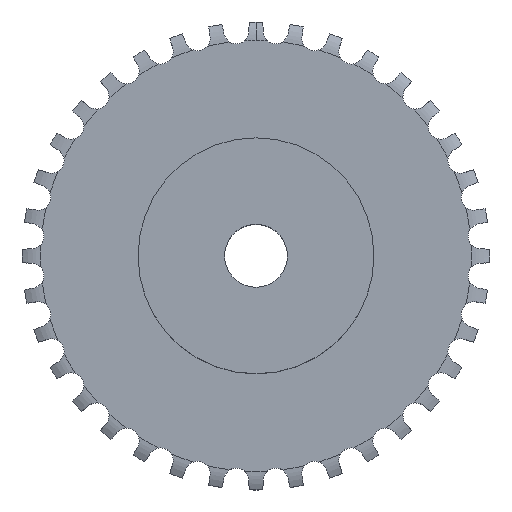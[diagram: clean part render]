
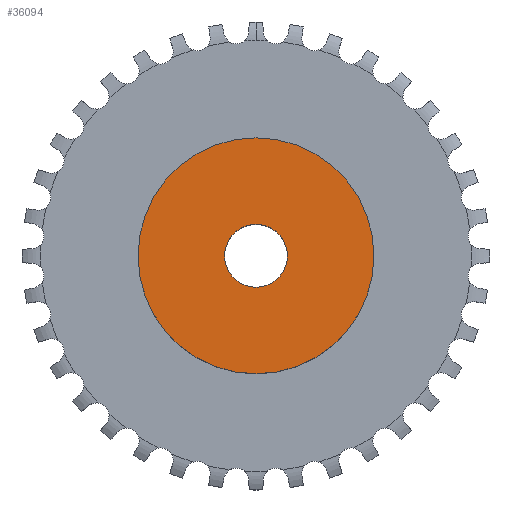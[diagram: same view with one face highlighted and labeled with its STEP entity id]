
A CAD part, top view. The second image highlights one B-rep face of the part: STEP entity #36094.
In plain terms, the highlighted planar face has unit normal (0, 0, 1).
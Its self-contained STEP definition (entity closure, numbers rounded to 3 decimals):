
#5884 = CYLINDRICAL_SURFACE('',#5885,4.);
#5885 = AXIS2_PLACEMENT_3D('',#5886,#5887,#5888);
#5886 = CARTESIAN_POINT('',(0.,0.,5000.));
#5887 = DIRECTION('',(0.,0.,1.));
#5888 = DIRECTION('',(1.,0.,-0.));
#10530 = CYLINDRICAL_SURFACE('',#10531,15.);
#10531 = AXIS2_PLACEMENT_3D('',#10532,#10533,#10534);
#10532 = CARTESIAN_POINT('',(0.,0.,0.));
#10533 = DIRECTION('',(-0.,-0.,-1.));
#10534 = DIRECTION('',(1.,0.,0.));
#29568 = EDGE_CURVE('',#29569,#29569,#29571,.T.);
#29569 = VERTEX_POINT('',#29570);
#29570 = CARTESIAN_POINT('',(4.,0.,13.85));
#29571 = SURFACE_CURVE('',#29572,(#29577,#29584),.PCURVE_S1.);
#29572 = CIRCLE('',#29573,4.);
#29573 = AXIS2_PLACEMENT_3D('',#29574,#29575,#29576);
#29574 = CARTESIAN_POINT('',(0.,0.,13.85));
#29575 = DIRECTION('',(0.,0.,1.));
#29576 = DIRECTION('',(1.,0.,-0.));
#29577 = PCURVE('',#5884,#29578);
#29578 = DEFINITIONAL_REPRESENTATION('',(#29579),#29583);
#29579 = LINE('',#29580,#29581);
#29580 = CARTESIAN_POINT('',(0.,-4986.15));
#29581 = VECTOR('',#29582,1.);
#29582 = DIRECTION('',(1.,0.));
#29583 = ( GEOMETRIC_REPRESENTATION_CONTEXT(2) 
PARAMETRIC_REPRESENTATION_CONTEXT() REPRESENTATION_CONTEXT('2D SPACE',''
  ) );
#29584 = PCURVE('',#29585,#29590);
#29585 = PLANE('',#29586);
#29586 = AXIS2_PLACEMENT_3D('',#29587,#29588,#29589);
#29587 = CARTESIAN_POINT('',(0.,0.,13.85));
#29588 = DIRECTION('',(-0.,0.,1.));
#29589 = DIRECTION('',(0.,-1.,0.));
#29590 = DEFINITIONAL_REPRESENTATION('',(#29591),#29595);
#29591 = CIRCLE('',#29592,4.);
#29592 = AXIS2_PLACEMENT_2D('',#29593,#29594);
#29593 = CARTESIAN_POINT('',(0.,0.));
#29594 = DIRECTION('',(0.,1.));
#29595 = ( GEOMETRIC_REPRESENTATION_CONTEXT(2) 
PARAMETRIC_REPRESENTATION_CONTEXT() REPRESENTATION_CONTEXT('2D SPACE',''
  ) );
#33852 = VERTEX_POINT('',#33853);
#33853 = CARTESIAN_POINT('',(15.,0.,13.85));
#33874 = EDGE_CURVE('',#33852,#33852,#33875,.T.);
#33875 = SURFACE_CURVE('',#33876,(#33881,#33888),.PCURVE_S1.);
#33876 = CIRCLE('',#33877,15.);
#33877 = AXIS2_PLACEMENT_3D('',#33878,#33879,#33880);
#33878 = CARTESIAN_POINT('',(0.,0.,13.85));
#33879 = DIRECTION('',(0.,0.,1.));
#33880 = DIRECTION('',(1.,0.,0.));
#33881 = PCURVE('',#10530,#33882);
#33882 = DEFINITIONAL_REPRESENTATION('',(#33883),#33887);
#33883 = LINE('',#33884,#33885);
#33884 = CARTESIAN_POINT('',(-0.,-13.85));
#33885 = VECTOR('',#33886,1.);
#33886 = DIRECTION('',(-1.,0.));
#33887 = ( GEOMETRIC_REPRESENTATION_CONTEXT(2) 
PARAMETRIC_REPRESENTATION_CONTEXT() REPRESENTATION_CONTEXT('2D SPACE',''
  ) );
#33888 = PCURVE('',#29585,#33889);
#33889 = DEFINITIONAL_REPRESENTATION('',(#33890),#33894);
#33890 = CIRCLE('',#33891,15.);
#33891 = AXIS2_PLACEMENT_2D('',#33892,#33893);
#33892 = CARTESIAN_POINT('',(0.,0.));
#33893 = DIRECTION('',(0.,1.));
#33894 = ( GEOMETRIC_REPRESENTATION_CONTEXT(2) 
PARAMETRIC_REPRESENTATION_CONTEXT() REPRESENTATION_CONTEXT('2D SPACE',''
  ) );
#36094 = ADVANCED_FACE('',(#36095,#36098),#29585,.T.);
#36095 = FACE_BOUND('',#36096,.T.);
#36096 = EDGE_LOOP('',(#36097));
#36097 = ORIENTED_EDGE('',*,*,#33874,.T.);
#36098 = FACE_BOUND('',#36099,.T.);
#36099 = EDGE_LOOP('',(#36100));
#36100 = ORIENTED_EDGE('',*,*,#29568,.F.);
